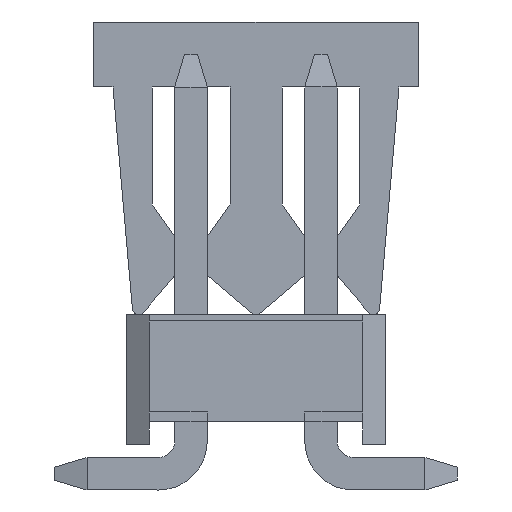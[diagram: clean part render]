
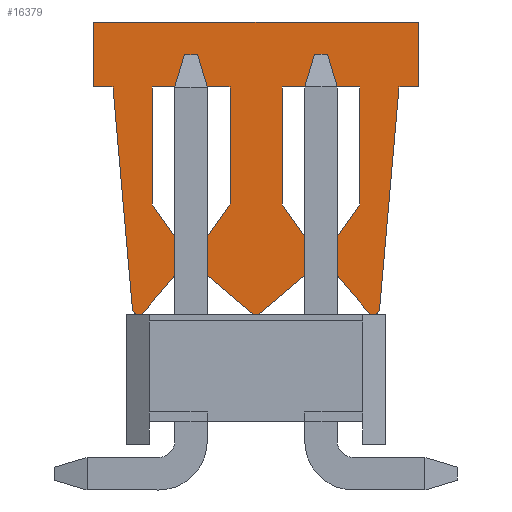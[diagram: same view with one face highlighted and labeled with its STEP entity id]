
A CAD part, left-side view. The second image highlights one B-rep face of the part: STEP entity #16379.
In plain terms, the highlighted face is planar.
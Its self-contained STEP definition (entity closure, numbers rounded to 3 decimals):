
#25=CIRCLE('',#17274,0.1);
#26=CIRCLE('',#17275,0.1);
#27=CIRCLE('',#17276,0.1);
#4587=ORIENTED_EDGE('',*,*,#6917,.F.);
#4588=ORIENTED_EDGE('',*,*,#6886,.F.);
#4589=ORIENTED_EDGE('',*,*,#6918,.F.);
#4590=ORIENTED_EDGE('',*,*,#6888,.F.);
#4591=ORIENTED_EDGE('',*,*,#6919,.F.);
#4592=ORIENTED_EDGE('',*,*,#6920,.F.);
#4593=ORIENTED_EDGE('',*,*,#6921,.F.);
#4594=ORIENTED_EDGE('',*,*,#6922,.F.);
#4595=ORIENTED_EDGE('',*,*,#6923,.F.);
#4596=ORIENTED_EDGE('',*,*,#6924,.F.);
#4597=ORIENTED_EDGE('',*,*,#6925,.F.);
#4598=ORIENTED_EDGE('',*,*,#6926,.F.);
#4599=ORIENTED_EDGE('',*,*,#6927,.F.);
#4600=ORIENTED_EDGE('',*,*,#6928,.F.);
#4601=ORIENTED_EDGE('',*,*,#6929,.F.);
#4602=ORIENTED_EDGE('',*,*,#6930,.F.);
#4603=ORIENTED_EDGE('',*,*,#6931,.F.);
#4604=ORIENTED_EDGE('',*,*,#6932,.F.);
#4605=ORIENTED_EDGE('',*,*,#6933,.F.);
#4606=ORIENTED_EDGE('',*,*,#6934,.F.);
#4607=ORIENTED_EDGE('',*,*,#6935,.F.);
#4608=ORIENTED_EDGE('',*,*,#6936,.F.);
#4609=ORIENTED_EDGE('',*,*,#6937,.F.);
#4610=ORIENTED_EDGE('',*,*,#6938,.F.);
#4611=ORIENTED_EDGE('',*,*,#6939,.F.);
#4612=ORIENTED_EDGE('',*,*,#6940,.F.);
#4613=ORIENTED_EDGE('',*,*,#6941,.F.);
#4614=ORIENTED_EDGE('',*,*,#6942,.F.);
#6886=EDGE_CURVE('',#8322,#8319,#10538,.T.);
#6888=EDGE_CURVE('',#8323,#8325,#10540,.T.);
#6917=EDGE_CURVE('',#8319,#8351,#10566,.T.);
#6918=EDGE_CURVE('',#8325,#8322,#10567,.T.);
#6919=EDGE_CURVE('',#8352,#8323,#10568,.T.);
#6920=EDGE_CURVE('',#8353,#8352,#10569,.T.);
#6921=EDGE_CURVE('',#8354,#8353,#25,.T.);
#6922=EDGE_CURVE('',#8355,#8354,#10570,.T.);
#6923=EDGE_CURVE('',#8356,#8355,#10571,.T.);
#6924=EDGE_CURVE('',#8357,#8356,#10572,.T.);
#6925=EDGE_CURVE('',#8358,#8357,#10573,.T.);
#6926=EDGE_CURVE('',#8359,#8358,#10574,.T.);
#6927=EDGE_CURVE('',#8360,#8359,#10575,.T.);
#6928=EDGE_CURVE('',#8361,#8360,#10576,.T.);
#6929=EDGE_CURVE('',#8362,#8361,#10577,.T.);
#6930=EDGE_CURVE('',#8363,#8362,#10578,.T.);
#6931=EDGE_CURVE('',#8364,#8363,#26,.T.);
#6932=EDGE_CURVE('',#8365,#8364,#10579,.T.);
#6933=EDGE_CURVE('',#8366,#8365,#10580,.T.);
#6934=EDGE_CURVE('',#8367,#8366,#10581,.T.);
#6935=EDGE_CURVE('',#8368,#8367,#10582,.T.);
#6936=EDGE_CURVE('',#8369,#8368,#10583,.T.);
#6937=EDGE_CURVE('',#8370,#8369,#10584,.T.);
#6938=EDGE_CURVE('',#8371,#8370,#10585,.T.);
#6939=EDGE_CURVE('',#8372,#8371,#10586,.T.);
#6940=EDGE_CURVE('',#8373,#8372,#10587,.T.);
#6941=EDGE_CURVE('',#8374,#8373,#27,.T.);
#6942=EDGE_CURVE('',#8351,#8374,#10588,.T.);
#8319=VERTEX_POINT('',#25728);
#8322=VERTEX_POINT('',#25733);
#8323=VERTEX_POINT('',#25737);
#8325=VERTEX_POINT('',#25740);
#8351=VERTEX_POINT('',#25797);
#8352=VERTEX_POINT('',#25800);
#8353=VERTEX_POINT('',#25802);
#8354=VERTEX_POINT('',#25804);
#8355=VERTEX_POINT('',#25806);
#8356=VERTEX_POINT('',#25808);
#8357=VERTEX_POINT('',#25810);
#8358=VERTEX_POINT('',#25812);
#8359=VERTEX_POINT('',#25814);
#8360=VERTEX_POINT('',#25816);
#8361=VERTEX_POINT('',#25818);
#8362=VERTEX_POINT('',#25820);
#8363=VERTEX_POINT('',#25822);
#8364=VERTEX_POINT('',#25824);
#8365=VERTEX_POINT('',#25826);
#8366=VERTEX_POINT('',#25828);
#8367=VERTEX_POINT('',#25830);
#8368=VERTEX_POINT('',#25832);
#8369=VERTEX_POINT('',#25834);
#8370=VERTEX_POINT('',#25836);
#8371=VERTEX_POINT('',#25838);
#8372=VERTEX_POINT('',#25840);
#8373=VERTEX_POINT('',#25842);
#8374=VERTEX_POINT('',#25844);
#10538=LINE('',#25734,#12776);
#10540=LINE('',#25739,#12778);
#10566=LINE('',#25796,#12804);
#10567=LINE('',#25798,#12805);
#10568=LINE('',#25799,#12806);
#10569=LINE('',#25801,#12807);
#10570=LINE('',#25805,#12808);
#10571=LINE('',#25807,#12809);
#10572=LINE('',#25809,#12810);
#10573=LINE('',#25811,#12811);
#10574=LINE('',#25813,#12812);
#10575=LINE('',#25815,#12813);
#10576=LINE('',#25817,#12814);
#10577=LINE('',#25819,#12815);
#10578=LINE('',#25821,#12816);
#10579=LINE('',#25825,#12817);
#10580=LINE('',#25827,#12818);
#10581=LINE('',#25829,#12819);
#10582=LINE('',#25831,#12820);
#10583=LINE('',#25833,#12821);
#10584=LINE('',#25835,#12822);
#10585=LINE('',#25837,#12823);
#10586=LINE('',#25839,#12824);
#10587=LINE('',#25841,#12825);
#10588=LINE('',#25845,#12826);
#12776=VECTOR('',#21158,1000.);
#12778=VECTOR('',#21162,1000.);
#12804=VECTOR('',#21198,1000.);
#12805=VECTOR('',#21199,1000.);
#12806=VECTOR('',#21200,1000.);
#12807=VECTOR('',#21201,1000.);
#12808=VECTOR('',#21204,1000.);
#12809=VECTOR('',#21205,1000.);
#12810=VECTOR('',#21206,1000.);
#12811=VECTOR('',#21207,1000.);
#12812=VECTOR('',#21208,1000.);
#12813=VECTOR('',#21209,1000.);
#12814=VECTOR('',#21210,1000.);
#12815=VECTOR('',#21211,1000.);
#12816=VECTOR('',#21212,1000.);
#12817=VECTOR('',#21215,1000.);
#12818=VECTOR('',#21216,1000.);
#12819=VECTOR('',#21217,1000.);
#12820=VECTOR('',#21218,1000.);
#12821=VECTOR('',#21219,1000.);
#12822=VECTOR('',#21220,1000.);
#12823=VECTOR('',#21221,1000.);
#12824=VECTOR('',#21222,1000.);
#12825=VECTOR('',#21223,1000.);
#12826=VECTOR('',#21226,1000.);
#13758=EDGE_LOOP('',(#4587,#4588,#4589,#4590,#4591,#4592,#4593,#4594,#4595,
#4596,#4597,#4598,#4599,#4600,#4601,#4602,#4603,#4604,#4605,#4606,#4607,
#4608,#4609,#4610,#4611,#4612,#4613,#4614));
#14692=FACE_BOUND('',#13758,.T.);
#15536=PLANE('',#17273);
#16379=ADVANCED_FACE('',(#14692),#15536,.F.);
#17273=AXIS2_PLACEMENT_3D('',#25795,#21196,#21197);
#17274=AXIS2_PLACEMENT_3D('',#25803,#21202,#21203);
#17275=AXIS2_PLACEMENT_3D('',#25823,#21213,#21214);
#17276=AXIS2_PLACEMENT_3D('',#25843,#21224,#21225);
#21158=DIRECTION('',(0.,0.,-1.));
#21162=DIRECTION('',(0.,0.,1.));
#21196=DIRECTION('',(0.,-1.,0.));
#21197=DIRECTION('',(0.,0.,-1.));
#21198=DIRECTION('',(1.,0.,0.));
#21199=DIRECTION('',(-1.,0.,0.));
#21200=DIRECTION('',(1.,0.,0.));
#21201=DIRECTION('',(0.087,0.,0.996));
#21202=DIRECTION('',(0.,-1.,0.));
#21203=DIRECTION('',(0.,0.,-1.));
#21204=DIRECTION('',(0.644,0.,-0.765));
#21205=DIRECTION('',(0.,0.,-1.));
#21206=DIRECTION('',(-0.574,0.,-0.819));
#21207=DIRECTION('',(0.,0.,-1.));
#21208=DIRECTION('',(1.,0.,0.));
#21209=DIRECTION('',(0.,0.,1.));
#21210=DIRECTION('',(-0.574,0.,0.819));
#21211=DIRECTION('',(0.,0.,1.));
#21212=DIRECTION('',(0.765,0.,0.644));
#21213=DIRECTION('',(0.,-1.,0.));
#21214=DIRECTION('',(0.,0.,-1.));
#21215=DIRECTION('',(0.765,0.,-0.644));
#21216=DIRECTION('',(0.,0.,-1.));
#21217=DIRECTION('',(-0.574,0.,-0.819));
#21218=DIRECTION('',(0.,0.,-1.));
#21219=DIRECTION('',(1.,0.,0.));
#21220=DIRECTION('',(0.,0.,1.));
#21221=DIRECTION('',(-0.574,0.,0.819));
#21222=DIRECTION('',(0.,0.,1.));
#21223=DIRECTION('',(0.644,0.,0.765));
#21224=DIRECTION('',(0.,-1.,0.));
#21225=DIRECTION('',(0.,0.,-1.));
#21226=DIRECTION('',(0.087,0.,-0.996));
#25728=CARTESIAN_POINT('',(-2.5,3.25,1.25));
#25733=CARTESIAN_POINT('',(-2.5,3.25,2.25));
#25734=CARTESIAN_POINT('',(-2.5,3.25,2.25));
#25737=CARTESIAN_POINT('',(2.5,3.25,1.25));
#25739=CARTESIAN_POINT('',(2.5,3.25,-2.25));
#25740=CARTESIAN_POINT('',(2.5,3.25,2.25));
#25795=CARTESIAN_POINT('',(0.,3.25,0.));
#25796=CARTESIAN_POINT('',(-2.5,3.25,1.25));
#25797=CARTESIAN_POINT('',(-2.2,3.25,1.25));
#25798=CARTESIAN_POINT('',(2.5,3.25,2.25));
#25799=CARTESIAN_POINT('',(2.5,3.25,1.25));
#25800=CARTESIAN_POINT('',(2.2,3.25,1.25));
#25801=CARTESIAN_POINT('',(2.2,3.25,1.25));
#25802=CARTESIAN_POINT('',(1.902,3.25,-2.159));
#25803=CARTESIAN_POINT('',(1.802,3.25,-2.15));
#25804=CARTESIAN_POINT('',(1.726,3.25,-2.214));
#25805=CARTESIAN_POINT('',(1.726,3.25,-2.214));
#25806=CARTESIAN_POINT('',(1.25,3.25,-1.649));
#25807=CARTESIAN_POINT('',(1.25,3.25,-1.649));
#25808=CARTESIAN_POINT('',(1.25,3.25,-1.049));
#25809=CARTESIAN_POINT('',(1.25,3.25,-1.049));
#25810=CARTESIAN_POINT('',(1.6,3.25,-0.55));
#25811=CARTESIAN_POINT('',(1.6,3.25,-0.55));
#25812=CARTESIAN_POINT('',(1.6,3.25,1.25));
#25813=CARTESIAN_POINT('',(1.6,3.25,1.25));
#25814=CARTESIAN_POINT('',(0.4,3.25,1.25));
#25815=CARTESIAN_POINT('',(0.4,3.25,1.25));
#25816=CARTESIAN_POINT('',(0.4,3.25,-0.55));
#25817=CARTESIAN_POINT('',(0.4,3.25,-0.55));
#25818=CARTESIAN_POINT('',(0.75,3.25,-1.049));
#25819=CARTESIAN_POINT('',(0.75,3.25,-1.049));
#25820=CARTESIAN_POINT('',(0.75,3.25,-1.649));
#25821=CARTESIAN_POINT('',(0.75,3.25,-1.649));
#25822=CARTESIAN_POINT('',(0.064,3.25,-2.226));
#25823=CARTESIAN_POINT('',(0.,3.25,-2.15));
#25824=CARTESIAN_POINT('',(-0.064,3.25,-2.226));
#25825=CARTESIAN_POINT('',(-0.75,3.25,-1.649));
#25826=CARTESIAN_POINT('',(-0.75,3.25,-1.649));
#25827=CARTESIAN_POINT('',(-0.75,3.25,-1.049));
#25828=CARTESIAN_POINT('',(-0.75,3.25,-1.049));
#25829=CARTESIAN_POINT('',(-0.4,3.25,-0.55));
#25830=CARTESIAN_POINT('',(-0.4,3.25,-0.55));
#25831=CARTESIAN_POINT('',(-0.4,3.25,1.25));
#25832=CARTESIAN_POINT('',(-0.4,3.25,1.25));
#25833=CARTESIAN_POINT('',(-1.6,3.25,1.25));
#25834=CARTESIAN_POINT('',(-1.6,3.25,1.25));
#25835=CARTESIAN_POINT('',(-1.6,3.25,-0.55));
#25836=CARTESIAN_POINT('',(-1.6,3.25,-0.55));
#25837=CARTESIAN_POINT('',(-1.25,3.25,-1.049));
#25838=CARTESIAN_POINT('',(-1.25,3.25,-1.049));
#25839=CARTESIAN_POINT('',(-1.25,3.25,-1.649));
#25840=CARTESIAN_POINT('',(-1.25,3.25,-1.649));
#25841=CARTESIAN_POINT('',(-1.726,3.25,-2.214));
#25842=CARTESIAN_POINT('',(-1.726,3.25,-2.214));
#25843=CARTESIAN_POINT('',(-1.802,3.25,-2.15));
#25844=CARTESIAN_POINT('',(-1.902,3.25,-2.159));
#25845=CARTESIAN_POINT('',(-2.2,3.25,1.25));
